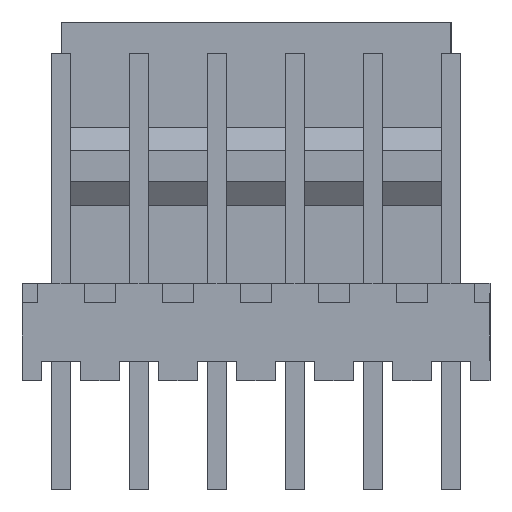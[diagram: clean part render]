
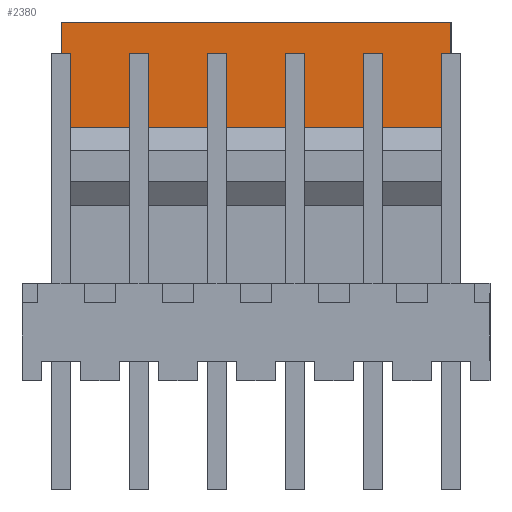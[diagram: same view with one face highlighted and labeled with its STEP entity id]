
A CAD part, top view. The second image highlights one B-rep face of the part: STEP entity #2380.
In plain terms, the highlighted planar face has unit normal (0, 0, 1).
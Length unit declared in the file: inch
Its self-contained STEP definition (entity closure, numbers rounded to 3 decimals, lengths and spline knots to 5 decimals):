
#34 = VERTEX_POINT ( 'NONE', #756 ) ;
#286 = ORIENTED_EDGE ( 'NONE', *, *, #1705, .F. ) ;
#442 = LINE ( 'NONE', #2066, #5591 ) ;
#553 = EDGE_LOOP ( 'NONE', ( #286, #3846, #597, #4363 ) ) ;
#597 = ORIENTED_EDGE ( 'NONE', *, *, #3487, .T. ) ;
#747 = EDGE_CURVE ( 'NONE', #1667, #34, #3296, .T. ) ;
#756 = CARTESIAN_POINT ( 'NONE',  ( 0.25, 0.2625, -0.074 ) ) ;
#767 = CARTESIAN_POINT ( 'NONE',  ( -0.25, 0.2625, -0.074 ) ) ;
#793 = LINE ( 'NONE', #2196, #1554 ) ;
#943 = DIRECTION ( 'NONE',  ( 0., -1., 0. ) ) ;
#1505 = VERTEX_POINT ( 'NONE', #3732 ) ;
#1554 = VECTOR ( 'NONE', #5947, 39.37008 ) ;
#1667 = VERTEX_POINT ( 'NONE', #767 ) ;
#1705 = EDGE_CURVE ( 'NONE', #1505, #34, #793, .T. ) ;
#2066 = CARTESIAN_POINT ( 'NONE',  ( 0., 0.3975, -0.074 ) ) ;
#2196 = CARTESIAN_POINT ( 'NONE',  ( 0.25, 0.23, -0.074 ) ) ;
#2260 = CARTESIAN_POINT ( 'NONE',  ( -0.26, 0.4002, -0.074 ) ) ;
#2361 = VECTOR ( 'NONE', #4263, 39.37008 ) ;
#2380 = ADVANCED_FACE ( 'NONE', ( #3121 ), #4954, .T. ) ;
#2983 = DIRECTION ( 'NONE',  ( 0., -1., 0. ) ) ;
#3121 = FACE_OUTER_BOUND ( 'NONE', #553, .T. ) ;
#3296 = LINE ( 'NONE', #4374, #2361 ) ;
#3298 = CARTESIAN_POINT ( 'NONE',  ( -0.25, 0.3975, -0.074 ) ) ;
#3487 = EDGE_CURVE ( 'NONE', #5707, #1667, #4937, .T. ) ;
#3732 = CARTESIAN_POINT ( 'NONE',  ( 0.25, 0.3975, -0.074 ) ) ;
#3740 = VECTOR ( 'NONE', #2983, 39.37008 ) ;
#3846 = ORIENTED_EDGE ( 'NONE', *, *, #5948, .F. ) ;
#4165 = DIRECTION ( 'NONE',  ( 1., 0., 0. ) ) ;
#4263 = DIRECTION ( 'NONE',  ( 1., 0., 0. ) ) ;
#4363 = ORIENTED_EDGE ( 'NONE', *, *, #747, .T. ) ;
#4374 = CARTESIAN_POINT ( 'NONE',  ( 0., 0.2625, -0.074 ) ) ;
#4711 = AXIS2_PLACEMENT_3D ( 'NONE', #2260, #6043, #943 ) ;
#4937 = LINE ( 'NONE', #5900, #3740 ) ;
#4954 = PLANE ( 'NONE',  #4711 ) ;
#5591 = VECTOR ( 'NONE', #4165, 39.37008 ) ;
#5707 = VERTEX_POINT ( 'NONE', #3298 ) ;
#5900 = CARTESIAN_POINT ( 'NONE',  ( -0.25, 0.23, -0.074 ) ) ;
#5947 = DIRECTION ( 'NONE',  ( 0., -1., 0. ) ) ;
#5948 = EDGE_CURVE ( 'NONE', #5707, #1505, #442, .T. ) ;
#6043 = DIRECTION ( 'NONE',  ( 0., 0., 1. ) ) ;
